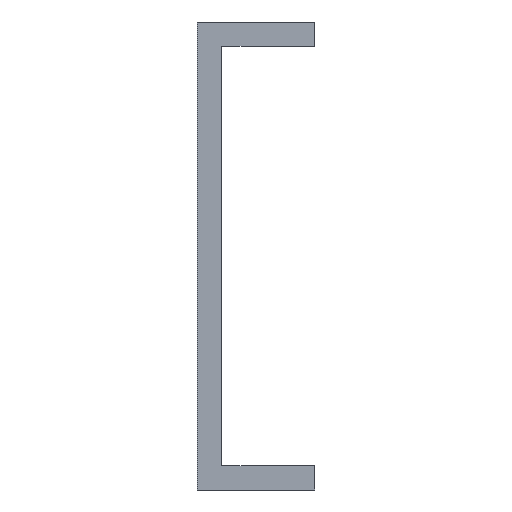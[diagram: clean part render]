
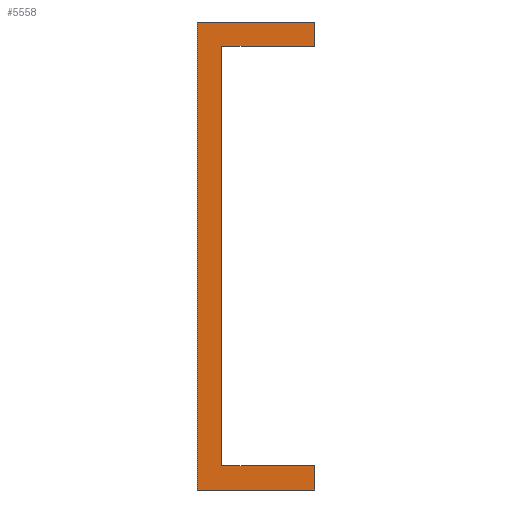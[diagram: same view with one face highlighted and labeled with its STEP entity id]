
A CAD part, front view. The second image highlights one B-rep face of the part: STEP entity #5558.
In plain terms, the highlighted planar face has unit normal (0, -1, 0).
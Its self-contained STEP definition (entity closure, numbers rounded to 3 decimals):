
#5249 = EDGE_CURVE('',#5250,#5252,#5254,.T.);
#5250 = VERTEX_POINT('',#5251);
#5251 = CARTESIAN_POINT('',(-24.,0.,2.5));
#5252 = VERTEX_POINT('',#5253);
#5253 = CARTESIAN_POINT('',(-12.,0.,2.5));
#5254 = LINE('',#5255,#5256);
#5255 = CARTESIAN_POINT('',(24.,0.,2.5));
#5256 = VECTOR('',#5257,1.);
#5257 = DIRECTION('',(1.,-0.,0.));
#5558 = ADVANCED_FACE('',(#5559),#5616,.T.);
#5559 = FACE_BOUND('',#5560,.T.);
#5560 = EDGE_LOOP('',(#5561,#5571,#5579,#5585,#5586,#5594,#5602,#5610));
#5561 = ORIENTED_EDGE('',*,*,#5562,.F.);
#5562 = EDGE_CURVE('',#5563,#5565,#5567,.T.);
#5563 = VERTEX_POINT('',#5564);
#5564 = CARTESIAN_POINT('',(-21.5,0.,0.));
#5565 = VERTEX_POINT('',#5566);
#5566 = CARTESIAN_POINT('',(-21.5,0.,-43.));
#5567 = LINE('',#5568,#5569);
#5568 = CARTESIAN_POINT('',(-21.5,0.,0.));
#5569 = VECTOR('',#5570,1.);
#5570 = DIRECTION('',(0.,0.,-1.));
#5571 = ORIENTED_EDGE('',*,*,#5572,.F.);
#5572 = EDGE_CURVE('',#5573,#5563,#5575,.T.);
#5573 = VERTEX_POINT('',#5574);
#5574 = CARTESIAN_POINT('',(-12.,0.,0.));
#5575 = LINE('',#5576,#5577);
#5576 = CARTESIAN_POINT('',(-12.,0.,0.));
#5577 = VECTOR('',#5578,1.);
#5578 = DIRECTION('',(-1.,0.,0.));
#5579 = ORIENTED_EDGE('',*,*,#5580,.F.);
#5580 = EDGE_CURVE('',#5252,#5573,#5581,.T.);
#5581 = LINE('',#5582,#5583);
#5582 = CARTESIAN_POINT('',(-12.,0.,0.));
#5583 = VECTOR('',#5584,1.);
#5584 = DIRECTION('',(0.,0.,-1.));
#5585 = ORIENTED_EDGE('',*,*,#5249,.F.);
#5586 = ORIENTED_EDGE('',*,*,#5587,.F.);
#5587 = EDGE_CURVE('',#5588,#5250,#5590,.T.);
#5588 = VERTEX_POINT('',#5589);
#5589 = CARTESIAN_POINT('',(-24.,0.,-45.5));
#5590 = LINE('',#5591,#5592);
#5591 = CARTESIAN_POINT('',(-24.,0.,-45.5));
#5592 = VECTOR('',#5593,1.);
#5593 = DIRECTION('',(0.,0.,1.));
#5594 = ORIENTED_EDGE('',*,*,#5595,.F.);
#5595 = EDGE_CURVE('',#5596,#5588,#5598,.T.);
#5596 = VERTEX_POINT('',#5597);
#5597 = CARTESIAN_POINT('',(-12.,0.,-45.5));
#5598 = LINE('',#5599,#5600);
#5599 = CARTESIAN_POINT('',(-21.5,0.,-45.5));
#5600 = VECTOR('',#5601,1.);
#5601 = DIRECTION('',(-1.,0.,0.));
#5602 = ORIENTED_EDGE('',*,*,#5603,.F.);
#5603 = EDGE_CURVE('',#5604,#5596,#5606,.T.);
#5604 = VERTEX_POINT('',#5605);
#5605 = CARTESIAN_POINT('',(-12.,0.,-43.));
#5606 = LINE('',#5607,#5608);
#5607 = CARTESIAN_POINT('',(-12.,0.,-43.));
#5608 = VECTOR('',#5609,1.);
#5609 = DIRECTION('',(0.,0.,-1.));
#5610 = ORIENTED_EDGE('',*,*,#5611,.F.);
#5611 = EDGE_CURVE('',#5565,#5604,#5612,.T.);
#5612 = LINE('',#5613,#5614);
#5613 = CARTESIAN_POINT('',(-12.,0.,-43.));
#5614 = VECTOR('',#5615,1.);
#5615 = DIRECTION('',(1.,0.,0.));
#5616 = PLANE('',#5617);
#5617 = AXIS2_PLACEMENT_3D('',#5618,#5619,#5620);
#5618 = CARTESIAN_POINT('',(0.,0.,0.));
#5619 = DIRECTION('',(0.,-1.,0.));
#5620 = DIRECTION('',(0.,0.,-1.));
